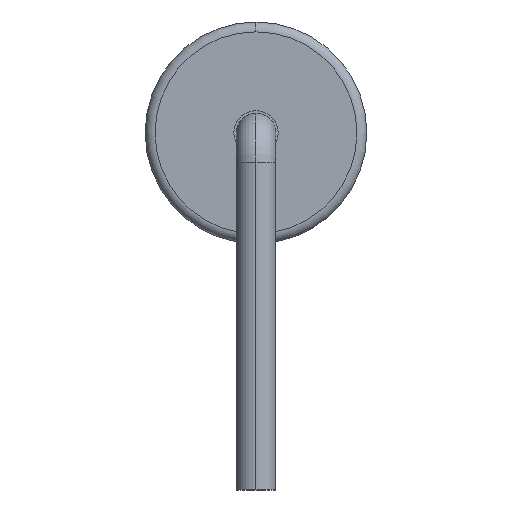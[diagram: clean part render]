
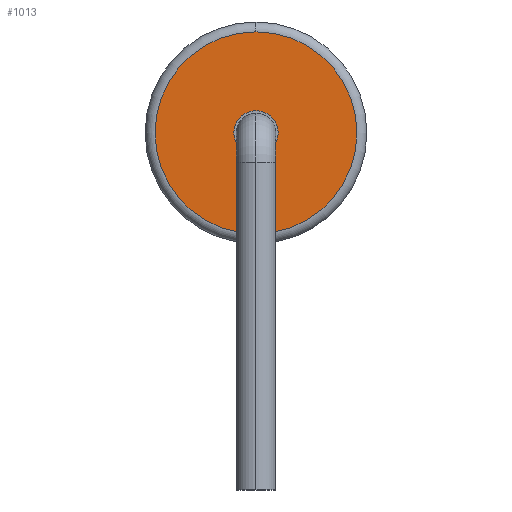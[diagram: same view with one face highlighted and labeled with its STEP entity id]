
A CAD part, left-side view. The second image highlights one B-rep face of the part: STEP entity #1013.
In plain terms, the highlighted planar face has unit normal (-1, 0, 0).
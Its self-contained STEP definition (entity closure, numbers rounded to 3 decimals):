
#411 = EDGE_CURVE ( 'NONE', #8834, #9624, #5969, .T. ) ;
#610 = CARTESIAN_POINT ( 'NONE',  ( -5., 0., 0. ) ) ;
#623 = AXIS2_PLACEMENT_3D ( 'NONE', #11165, #884, #11024 ) ;
#670 = VERTEX_POINT ( 'NONE', #1530 ) ;
#884 = DIRECTION ( 'NONE',  ( -1., 0., 0. ) ) ;
#1013 = ADVANCED_FACE ( 'NONE', ( #2280, #6366 ), #1536, .F. ) ;
#1038 = CIRCLE ( 'NONE', #11920, 0.45 ) ;
#1530 = CARTESIAN_POINT ( 'NONE',  ( -5., 0., 2.05 ) ) ;
#1536 = PLANE ( 'NONE',  #10094 ) ;
#1620 = EDGE_CURVE ( 'NONE', #670, #8279, #5956, .T. ) ;
#1705 = EDGE_LOOP ( 'NONE', ( #11455, #5451 ) ) ;
#2280 = FACE_BOUND ( 'NONE', #10879, .T. ) ;
#2468 = CARTESIAN_POINT ( 'NONE',  ( -5., 0., -0.45 ) ) ;
#2821 = DIRECTION ( 'NONE',  ( -1., 0., 0. ) ) ;
#3658 = DIRECTION ( 'NONE',  ( 0., 0., 1. ) ) ;
#4645 = AXIS2_PLACEMENT_3D ( 'NONE', #6123, #7190, #8323 ) ;
#4843 = DIRECTION ( 'NONE',  ( 0., 0., 1. ) ) ;
#5118 = CARTESIAN_POINT ( 'NONE',  ( -5., 0., -2.05 ) ) ;
#5451 = ORIENTED_EDGE ( 'NONE', *, *, #6772, .T. ) ;
#5627 = CARTESIAN_POINT ( 'NONE',  ( -5., 0., -0.45 ) ) ;
#5670 = ORIENTED_EDGE ( 'NONE', *, *, #13170, .F. ) ;
#5956 = CIRCLE ( 'NONE', #623, 2.05 ) ;
#5969 = CIRCLE ( 'NONE', #8530, 0.45 ) ;
#6123 = CARTESIAN_POINT ( 'NONE',  ( -5., 0., 0. ) ) ;
#6366 = FACE_OUTER_BOUND ( 'NONE', #1705, .T. ) ;
#6684 = DIRECTION ( 'NONE',  ( 1., 0., 0. ) ) ;
#6772 = EDGE_CURVE ( 'NONE', #8279, #670, #10400, .T. ) ;
#6784 = CARTESIAN_POINT ( 'NONE',  ( -5., 0., 0.45 ) ) ;
#6958 = CARTESIAN_POINT ( 'NONE',  ( -5., 0., 0. ) ) ;
#7190 = DIRECTION ( 'NONE',  ( -1., 0., 0. ) ) ;
#8279 = VERTEX_POINT ( 'NONE', #5118 ) ;
#8323 = DIRECTION ( 'NONE',  ( 0., 0., 1. ) ) ;
#8530 = AXIS2_PLACEMENT_3D ( 'NONE', #610, #2821, #3658 ) ;
#8834 = VERTEX_POINT ( 'NONE', #2468 ) ;
#9533 = ORIENTED_EDGE ( 'NONE', *, *, #411, .F. ) ;
#9624 = VERTEX_POINT ( 'NONE', #6784 ) ;
#9687 = DIRECTION ( 'NONE',  ( 0., 0., -1. ) ) ;
#10094 = AXIS2_PLACEMENT_3D ( 'NONE', #5627, #6684, #9687 ) ;
#10400 = CIRCLE ( 'NONE', #4645, 2.05 ) ;
#10879 = EDGE_LOOP ( 'NONE', ( #5670, #9533 ) ) ;
#11024 = DIRECTION ( 'NONE',  ( 0., 0., 1. ) ) ;
#11025 = DIRECTION ( 'NONE',  ( -1., 0., 0. ) ) ;
#11165 = CARTESIAN_POINT ( 'NONE',  ( -5., 0., 0. ) ) ;
#11455 = ORIENTED_EDGE ( 'NONE', *, *, #1620, .T. ) ;
#11920 = AXIS2_PLACEMENT_3D ( 'NONE', #6958, #11025, #4843 ) ;
#13170 = EDGE_CURVE ( 'NONE', #9624, #8834, #1038, .T. ) ;
